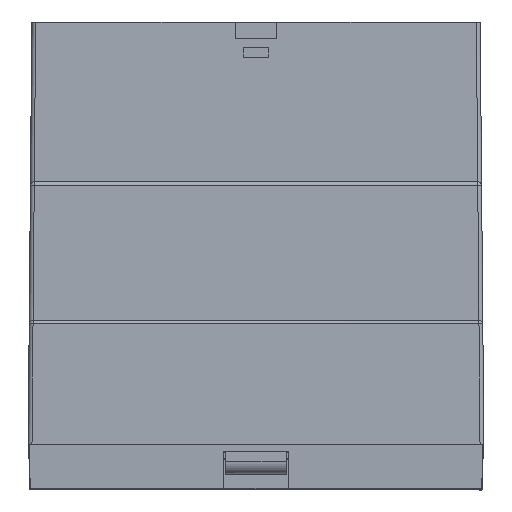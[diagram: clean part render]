
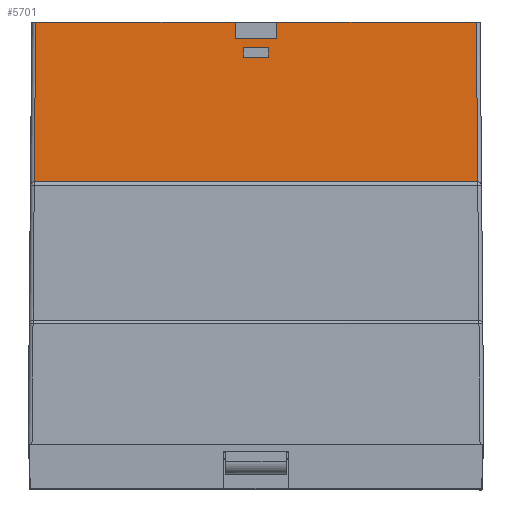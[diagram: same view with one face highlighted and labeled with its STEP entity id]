
A CAD part, top view. The second image highlights one B-rep face of the part: STEP entity #5701.
In plain terms, the highlighted planar face has unit normal (0, 0.016, 1).
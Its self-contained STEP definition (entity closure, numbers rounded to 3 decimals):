
#5626=AXIS2_PLACEMENT_3D('Plane Axis2P3D',#5623,#5624,#5625) ;
#171=CARTESIAN_POINT('Vertex',(-3.25,66.,22.261)) ;
#187=CARTESIAN_POINT('Vertex',(3.25,66.,22.261)) ;
#4890=CARTESIAN_POINT('Line Origine',(34.577,48.466,22.537)) ;
#4894=CARTESIAN_POINT('Vertex',(34.424,66.,22.261)) ;
#4896=CARTESIAN_POINT('Vertex',(34.642,41.,22.654)) ;
#5143=CARTESIAN_POINT('Vertex',(-34.642,41.,22.654)) ;
#5146=CARTESIAN_POINT('Line Origine',(-34.63,42.351,22.633)) ;
#5150=CARTESIAN_POINT('Vertex',(-34.424,66.,22.261)) ;
#5287=CARTESIAN_POINT('Line Origine',(0.,41.,22.654)) ;
#5623=CARTESIAN_POINT('Axis2P3D Location',(0.,45.654,22.581)) ;
#5628=CARTESIAN_POINT('Line Origine',(18.837,66.,22.261)) ;
#5633=CARTESIAN_POINT('Line Origine',(3.25,64.75,22.281)) ;
#5637=CARTESIAN_POINT('Vertex',(3.25,63.5,22.3)) ;
#5640=CARTESIAN_POINT('Line Origine',(0.,63.5,22.3)) ;
#5644=CARTESIAN_POINT('Vertex',(-3.25,63.5,22.3)) ;
#5647=CARTESIAN_POINT('Line Origine',(-3.25,64.75,22.281)) ;
#5652=CARTESIAN_POINT('Line Origine',(-18.837,66.,22.261)) ;
#5667=CARTESIAN_POINT('Line Origine',(-1.9,61.25,22.336)) ;
#5671=CARTESIAN_POINT('Vertex',(-1.9,60.5,22.348)) ;
#5673=CARTESIAN_POINT('Vertex',(-1.9,62.,22.324)) ;
#5676=CARTESIAN_POINT('Line Origine',(0.,62.,22.324)) ;
#5680=CARTESIAN_POINT('Vertex',(1.9,62.,22.324)) ;
#5683=CARTESIAN_POINT('Line Origine',(1.9,61.25,22.336)) ;
#5687=CARTESIAN_POINT('Vertex',(1.9,60.5,22.348)) ;
#5690=CARTESIAN_POINT('Line Origine',(0.,60.5,22.348)) ;
#4891=DIRECTION('Vector Direction',(-0.009,1.,-0.016)) ;
#5147=DIRECTION('Vector Direction',(-0.009,-1.,0.016)) ;
#5288=DIRECTION('Vector Direction',(1.,0.,0.)) ;
#5624=DIRECTION('Axis2P3D Direction',(-0.,0.016,1.)) ;
#5625=DIRECTION('Axis2P3D XDirection',(0.,-1.,0.016)) ;
#5629=DIRECTION('Vector Direction',(1.,0.,0.)) ;
#5634=DIRECTION('Vector Direction',(0.,-1.,0.016)) ;
#5641=DIRECTION('Vector Direction',(-1.,0.,0.)) ;
#5648=DIRECTION('Vector Direction',(0.,1.,-0.016)) ;
#5653=DIRECTION('Vector Direction',(1.,0.,0.)) ;
#5668=DIRECTION('Vector Direction',(0.,1.,-0.016)) ;
#5677=DIRECTION('Vector Direction',(1.,0.,0.)) ;
#5684=DIRECTION('Vector Direction',(0.,-1.,0.016)) ;
#5691=DIRECTION('Vector Direction',(-1.,0.,0.)) ;
#4892=VECTOR('Line Direction',#4891,1.) ;
#5148=VECTOR('Line Direction',#5147,1.) ;
#5289=VECTOR('Line Direction',#5288,1.) ;
#5630=VECTOR('Line Direction',#5629,1.) ;
#5635=VECTOR('Line Direction',#5634,1.) ;
#5642=VECTOR('Line Direction',#5641,1.) ;
#5649=VECTOR('Line Direction',#5648,1.) ;
#5654=VECTOR('Line Direction',#5653,1.) ;
#5669=VECTOR('Line Direction',#5668,1.) ;
#5678=VECTOR('Line Direction',#5677,1.) ;
#5685=VECTOR('Line Direction',#5684,1.) ;
#5692=VECTOR('Line Direction',#5691,1.) ;
#5658=ORIENTED_EDGE('',*,*,#5632,.F.) ;
#5659=ORIENTED_EDGE('',*,*,#5639,.T.) ;
#5660=ORIENTED_EDGE('',*,*,#5646,.T.) ;
#5661=ORIENTED_EDGE('',*,*,#5651,.T.) ;
#5662=ORIENTED_EDGE('',*,*,#5656,.F.) ;
#5663=ORIENTED_EDGE('',*,*,#5152,.F.) ;
#5664=ORIENTED_EDGE('',*,*,#5291,.T.) ;
#5665=ORIENTED_EDGE('',*,*,#4898,.F.) ;
#5696=ORIENTED_EDGE('',*,*,#5675,.T.) ;
#5697=ORIENTED_EDGE('',*,*,#5682,.T.) ;
#5698=ORIENTED_EDGE('',*,*,#5689,.T.) ;
#5699=ORIENTED_EDGE('',*,*,#5694,.T.) ;
#5700=FACE_BOUND('',#5695,.T.) ;
#5701=ADVANCED_FACE('PartBody',(#5666,#5700),#5627,.T.) ;
#4898=EDGE_CURVE('',#4895,#4897,#4893,.F.) ;
#5152=EDGE_CURVE('',#5144,#5151,#5149,.F.) ;
#5291=EDGE_CURVE('',#5144,#4897,#5290,.T.) ;
#5632=EDGE_CURVE('',#188,#4895,#5631,.T.) ;
#5639=EDGE_CURVE('',#188,#5638,#5636,.T.) ;
#5646=EDGE_CURVE('',#5638,#5645,#5643,.T.) ;
#5651=EDGE_CURVE('',#5645,#172,#5650,.T.) ;
#5656=EDGE_CURVE('',#5151,#172,#5655,.T.) ;
#5675=EDGE_CURVE('',#5672,#5674,#5670,.T.) ;
#5682=EDGE_CURVE('',#5674,#5681,#5679,.T.) ;
#5689=EDGE_CURVE('',#5681,#5688,#5686,.T.) ;
#5694=EDGE_CURVE('',#5688,#5672,#5693,.T.) ;
#5657=EDGE_LOOP('',(#5658,#5659,#5660,#5661,#5662,#5663,#5664,#5665)) ;
#5695=EDGE_LOOP('',(#5696,#5697,#5698,#5699)) ;
#5666=FACE_OUTER_BOUND('',#5657,.T.) ;
#4893=LINE('Line',#4890,#4892) ;
#5149=LINE('Line',#5146,#5148) ;
#5290=LINE('Line',#5287,#5289) ;
#5631=LINE('Line',#5628,#5630) ;
#5636=LINE('Line',#5633,#5635) ;
#5643=LINE('Line',#5640,#5642) ;
#5650=LINE('Line',#5647,#5649) ;
#5655=LINE('Line',#5652,#5654) ;
#5670=LINE('Line',#5667,#5669) ;
#5679=LINE('Line',#5676,#5678) ;
#5686=LINE('Line',#5683,#5685) ;
#5693=LINE('Line',#5690,#5692) ;
#5627=PLANE('',#5626) ;
#172=VERTEX_POINT('',#171) ;
#188=VERTEX_POINT('',#187) ;
#4895=VERTEX_POINT('',#4894) ;
#4897=VERTEX_POINT('',#4896) ;
#5144=VERTEX_POINT('',#5143) ;
#5151=VERTEX_POINT('',#5150) ;
#5638=VERTEX_POINT('',#5637) ;
#5645=VERTEX_POINT('',#5644) ;
#5672=VERTEX_POINT('',#5671) ;
#5674=VERTEX_POINT('',#5673) ;
#5681=VERTEX_POINT('',#5680) ;
#5688=VERTEX_POINT('',#5687) ;
